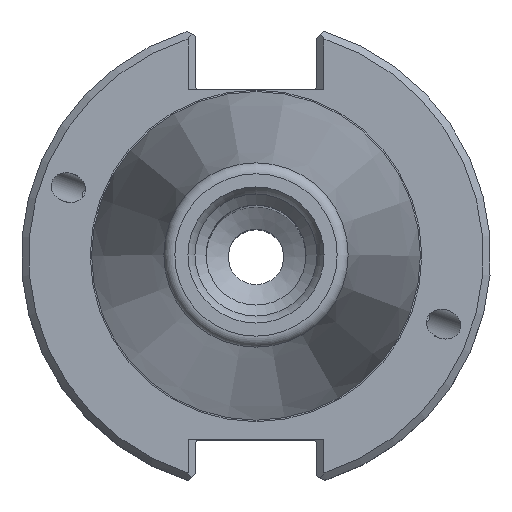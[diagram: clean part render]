
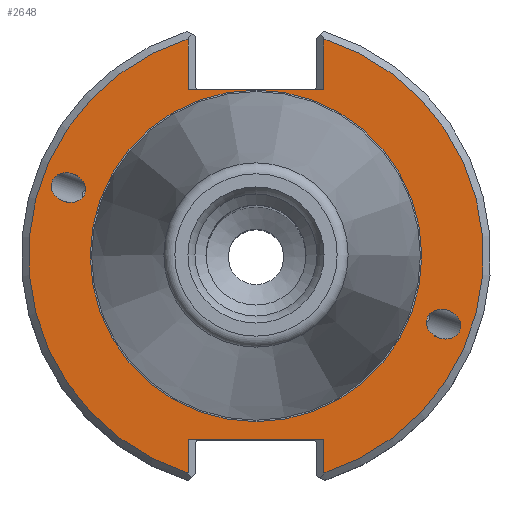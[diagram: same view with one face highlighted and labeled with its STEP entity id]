
A CAD part, top view. The second image highlights one B-rep face of the part: STEP entity #2648.
In plain terms, the highlighted planar face has unit normal (0, 0, 1).
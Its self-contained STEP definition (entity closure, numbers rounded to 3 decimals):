
#24=ELLIPSE('',#2821,2.381,1.95);
#25=ELLIPSE('',#2825,2.381,1.95);
#66=LINE('',#4154,#131);
#69=LINE('',#4165,#134);
#88=LINE('',#4251,#153);
#90=LINE('',#4267,#155);
#91=LINE('',#4269,#156);
#92=LINE('',#4271,#157);
#131=VECTOR('',#3205,1000.);
#134=VECTOR('',#3210,1000.);
#153=VECTOR('',#3261,1000.);
#155=VECTOR('',#3271,1000.);
#156=VECTOR('',#3272,1000.);
#157=VECTOR('',#3273,1000.);
#209=PLANE('',#2843);
#316=CIRCLE('',#2819,22.418);
#317=CIRCLE('',#2828,30.75);
#318=CIRCLE('',#2835,30.75);
#732=ORIENTED_EDGE('',*,*,#1000,.F.);
#733=ORIENTED_EDGE('',*,*,#1005,.T.);
#734=ORIENTED_EDGE('',*,*,#999,.T.);
#735=ORIENTED_EDGE('',*,*,#1030,.F.);
#736=ORIENTED_EDGE('',*,*,#995,.T.);
#737=ORIENTED_EDGE('',*,*,#1022,.T.);
#738=ORIENTED_EDGE('',*,*,#1035,.T.);
#739=ORIENTED_EDGE('',*,*,#1036,.F.);
#740=ORIENTED_EDGE('',*,*,#1037,.T.);
#741=ORIENTED_EDGE('',*,*,#993,.F.);
#742=ORIENTED_EDGE('',*,*,#992,.F.);
#992=EDGE_CURVE('',#1201,#1201,#316,.T.);
#993=EDGE_CURVE('',#1202,#1202,#24,.T.);
#995=EDGE_CURVE('',#1204,#1203,#66,.T.);
#999=EDGE_CURVE('',#1205,#1206,#69,.T.);
#1000=EDGE_CURVE('',#1207,#1207,#25,.T.);
#1005=EDGE_CURVE('',#1210,#1205,#317,.T.);
#1022=EDGE_CURVE('',#1203,#1221,#318,.T.);
#1030=EDGE_CURVE('',#1204,#1206,#88,.T.);
#1035=EDGE_CURVE('',#1221,#1228,#90,.T.);
#1036=EDGE_CURVE('',#1229,#1228,#91,.T.);
#1037=EDGE_CURVE('',#1229,#1210,#92,.T.);
#1201=VERTEX_POINT('',#4144);
#1202=VERTEX_POINT('',#4147);
#1203=VERTEX_POINT('',#4153);
#1204=VERTEX_POINT('',#4155);
#1205=VERTEX_POINT('',#4162);
#1206=VERTEX_POINT('',#4164);
#1207=VERTEX_POINT('',#4168);
#1210=VERTEX_POINT('',#4183);
#1221=VERTEX_POINT('',#4229);
#1228=VERTEX_POINT('',#4268);
#1229=VERTEX_POINT('',#4270);
#1480=EDGE_LOOP('',(#732));
#1481=EDGE_LOOP('',(#733,#734,#735,#736,#737,#738,#739,#740));
#1482=EDGE_LOOP('',(#741));
#1483=EDGE_LOOP('',(#742));
#1662=FACE_BOUND('',#1480,.T.);
#1663=FACE_BOUND('',#1481,.T.);
#1664=FACE_BOUND('',#1482,.T.);
#1665=FACE_BOUND('',#1483,.T.);
#2648=ADVANCED_FACE('',(#1662,#1663,#1664,#1665),#209,.T.);
#2819=AXIS2_PLACEMENT_3D('',#4143,#3197,#3198);
#2821=AXIS2_PLACEMENT_3D('',#4146,#3201,#3202);
#2825=AXIS2_PLACEMENT_3D('',#4167,#3213,#3214);
#2828=AXIS2_PLACEMENT_3D('',#4184,#3221,#3222);
#2835=AXIS2_PLACEMENT_3D('',#4230,#3247,#3248);
#2843=AXIS2_PLACEMENT_3D('',#4266,#3269,#3270);
#3197=DIRECTION('',(0.,0.,1.));
#3198=DIRECTION('',(1.,0.,0.));
#3201=DIRECTION('',(0.,0.,1.));
#3202=DIRECTION('',(-0.94,0.342,0.));
#3205=DIRECTION('',(0.,-1.,0.));
#3210=DIRECTION('',(0.,1.,0.));
#3213=DIRECTION('',(0.,0.,1.));
#3214=DIRECTION('',(0.94,-0.342,0.));
#3221=DIRECTION('',(0.,0.,1.));
#3222=DIRECTION('',(1.,0.,0.));
#3247=DIRECTION('',(0.,0.,1.));
#3248=DIRECTION('',(1.,0.,0.));
#3261=DIRECTION('',(-1.,0.,0.));
#3269=DIRECTION('',(0.,0.,1.));
#3270=DIRECTION('',(1.,0.,0.));
#3271=DIRECTION('',(0.,-1.,0.));
#3272=DIRECTION('',(1.,0.,0.));
#3273=DIRECTION('',(0.,1.,0.));
#4143=CARTESIAN_POINT('',(0.,0.,-3.17));
#4144=CARTESIAN_POINT('',(22.418,0.,-3.17));
#4146=CARTESIAN_POINT('',(25.372,-9.235,-3.17));
#4147=CARTESIAN_POINT('',(23.135,-8.42,-3.17));
#4153=CARTESIAN_POINT('',(9.19,-29.345,-3.17));
#4154=CARTESIAN_POINT('',(9.19,-30.831,-3.17));
#4155=CARTESIAN_POINT('',(9.19,-24.87,-3.17));
#4162=CARTESIAN_POINT('',(-9.19,-29.345,-3.17));
#4164=CARTESIAN_POINT('',(-9.19,-24.87,-3.17));
#4165=CARTESIAN_POINT('',(-9.19,-24.87,-3.17));
#4167=CARTESIAN_POINT('',(-25.372,9.235,-3.17));
#4168=CARTESIAN_POINT('',(-23.135,8.42,-3.17));
#4183=CARTESIAN_POINT('',(-9.19,29.345,-3.17));
#4184=CARTESIAN_POINT('',(0.,0.,-3.17));
#4229=CARTESIAN_POINT('',(9.19,29.345,-3.17));
#4230=CARTESIAN_POINT('',(0.,0.,-3.17));
#4251=CARTESIAN_POINT('',(8.19,-24.87,-3.17));
#4266=CARTESIAN_POINT('',(22.418,0.,-3.17));
#4267=CARTESIAN_POINT('',(9.19,22.46,-3.17));
#4268=CARTESIAN_POINT('',(9.19,22.46,-3.17));
#4269=CARTESIAN_POINT('',(-8.19,22.46,-3.17));
#4270=CARTESIAN_POINT('',(-9.19,22.46,-3.17));
#4271=CARTESIAN_POINT('',(-9.19,30.831,-3.17));
